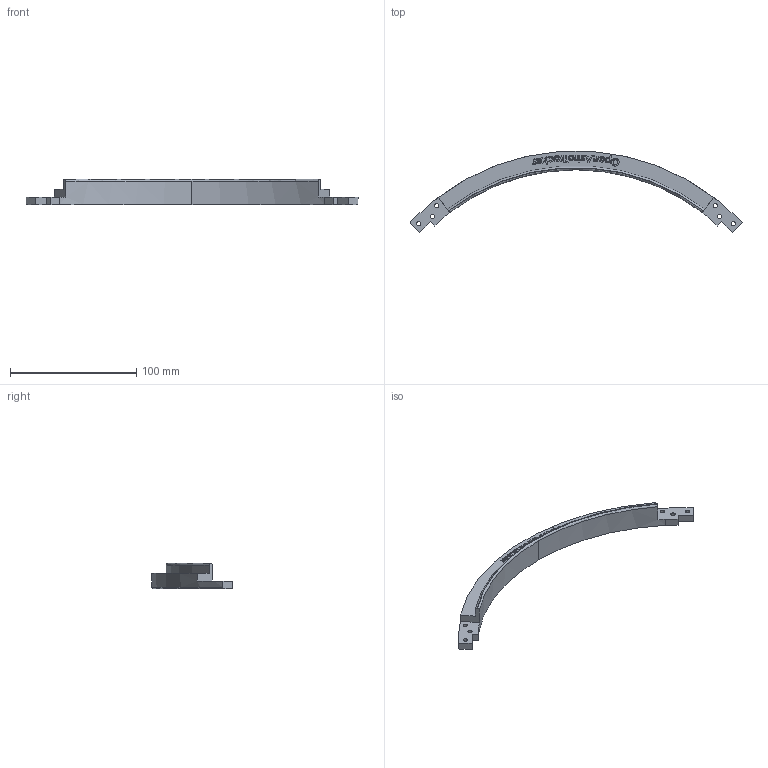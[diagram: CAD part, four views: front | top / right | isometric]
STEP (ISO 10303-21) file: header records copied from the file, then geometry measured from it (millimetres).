
FILE_DESCRIPTION (( 'STEP AP203' ), '1' );
FILE_NAME ('11b_splitring_part2_timingbelt.step', '2020-05-23T22:40:33', ( '' ), ( '' ), 'SwSTEP 2.0', 'SolidWorks 2019', '' );
FILE_SCHEMA (( 'CONFIG_CONTROL_DESIGN' ));
Length unit declared in the file: millimetre
Products named in the file (1): 11b_splitring_part2_timingbelt
Bounding box: 263.04 x 64.19 x 20 mm (x, y, z)
Volume: 49906.9 mm3; surface area: 18456.5 mm2
Topology: 1 solids, 1 shells, 242 faces, 651 edges, 434 vertices
Faces by surface type: plane 133, bspline 90, cylinder 16, torus 2, cone 1
Entity records: 12117 total; most frequent: CARTESIAN_POINT 6520, ORIENTED_EDGE 1302, DIRECTION 818, EDGE_CURVE 651, VERTEX_POINT 434, VECTOR 426, LINE 426, EDGE_LOOP 277
